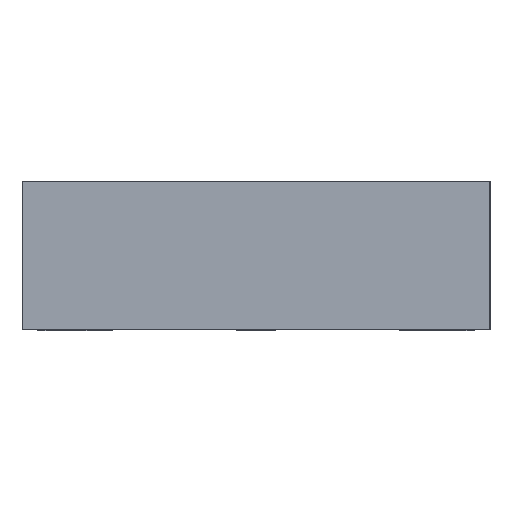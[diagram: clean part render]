
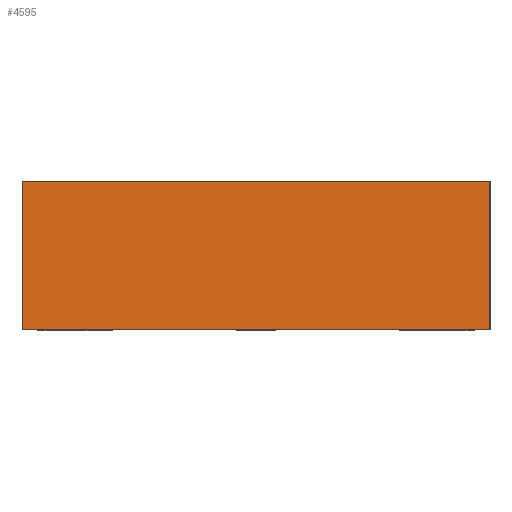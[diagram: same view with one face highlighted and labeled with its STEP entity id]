
A CAD part, left-side view. The second image highlights one B-rep face of the part: STEP entity #4595.
In plain terms, the highlighted planar face has unit normal (-1, 0, 0).
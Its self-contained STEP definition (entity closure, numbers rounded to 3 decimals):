
#650=ORIENTED_EDGE('',*,*,#1238,.F.);
#651=ORIENTED_EDGE('',*,*,#1444,.F.);
#652=ORIENTED_EDGE('',*,*,#1401,.T.);
#653=ORIENTED_EDGE('',*,*,#1445,.T.);
#1238=EDGE_CURVE('',#1713,#1714,#2031,.T.);
#1401=EDGE_CURVE('',#1824,#1825,#2147,.T.);
#1444=EDGE_CURVE('',#1824,#1713,#2151,.T.);
#1445=EDGE_CURVE('',#1825,#1714,#2152,.T.);
#1713=VERTEX_POINT('',#5634);
#1714=VERTEX_POINT('',#5635);
#1824=VERTEX_POINT('',#6321);
#1825=VERTEX_POINT('',#6322);
#2031=LINE('',#5633,#2332);
#2147=LINE('',#6320,#2448);
#2151=LINE('',#6672,#2452);
#2152=LINE('',#6673,#2453);
#2332=VECTOR('',#4950,1000.);
#2448=VECTOR('',#5200,1000.);
#2452=VECTOR('',#5206,1000.);
#2453=VECTOR('',#5207,1000.);
#2670=EDGE_LOOP('',(#650,#651,#652,#653));
#2895=FACE_BOUND('',#2670,.T.);
#3090=PLANE('',#4793);
#4595=ADVANCED_FACE('',(#2895),#3090,.T.);
#4793=AXIS2_PLACEMENT_3D('',#6671,#5204,#5205);
#4950=DIRECTION('',(0.,1.,0.));
#5200=DIRECTION('',(0.,1.,0.));
#5204=DIRECTION('',(-1.,0.,0.));
#5205=DIRECTION('',(0.,0.,1.));
#5206=DIRECTION('',(0.,0.,-1.));
#5207=DIRECTION('',(0.,0.,-1.));
#5633=CARTESIAN_POINT('',(-2.25,-1.5,0.));
#5634=CARTESIAN_POINT('',(-2.25,-1.5,0.));
#5635=CARTESIAN_POINT('',(-2.25,1.5,0.));
#6320=CARTESIAN_POINT('',(-2.25,-1.5,0.95));
#6321=CARTESIAN_POINT('',(-2.25,-1.5,0.95));
#6322=CARTESIAN_POINT('',(-2.25,1.5,0.95));
#6671=CARTESIAN_POINT('',(-2.25,-1.5,0.95));
#6672=CARTESIAN_POINT('',(-2.25,-1.5,0.95));
#6673=CARTESIAN_POINT('',(-2.25,1.5,0.95));
